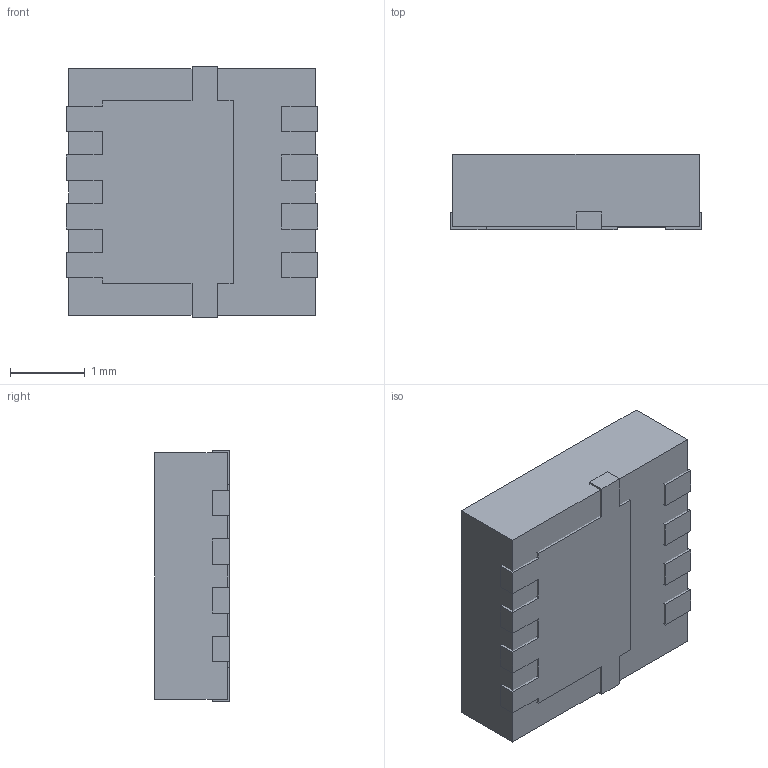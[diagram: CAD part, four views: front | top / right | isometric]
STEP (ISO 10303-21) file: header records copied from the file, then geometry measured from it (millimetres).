
FILE_DESCRIPTION (( 'STEP AP214' ), '1' );
FILE_NAME ('User Library-TDFN-8-EP_3x3mm.STEP', '2019-04-04T13:34:59', ( '' ), ( '' ), 'SwSTEP 2.0', 'SolidWorks 2019', '' );
FILE_SCHEMA (( 'AUTOMOTIVE_DESIGN' ));
Length unit declared in the file: millimetre
Products named in the file (1): User Library-TDFN-8-EP_3x3mm
Bounding box: 3.36 x 1 x 3.36 mm (x, y, z)
Surface area: 51.4 mm2
Topology: 7 solids, 7 shells, 67 faces, 156 edges, 104 vertices
Faces by surface type: plane 63, cylinder 4
Entity records: 2703 total; most frequent: CARTESIAN_POINT 328, ORIENTED_EDGE 312, DIRECTION 300, EDGE_CURVE 156, LINE 148, VECTOR 148, VERTEX_POINT 104, UNCERTAINTY_MEASURE_WITH_UNIT 76
